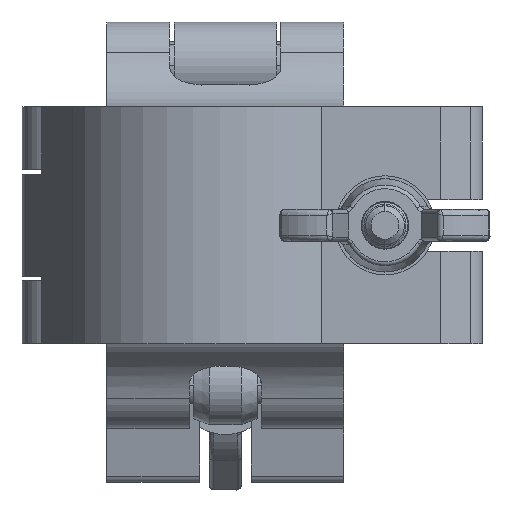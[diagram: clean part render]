
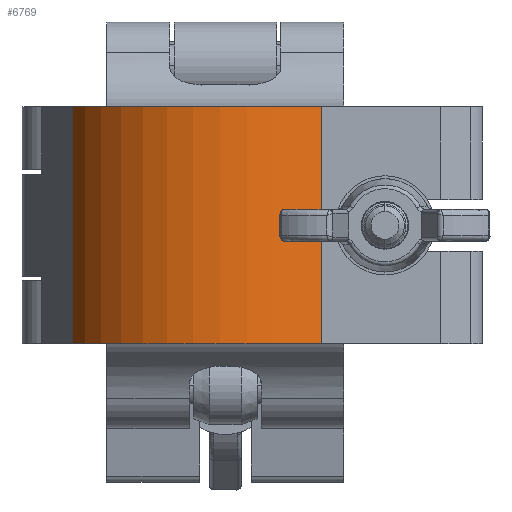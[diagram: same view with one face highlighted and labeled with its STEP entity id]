
A CAD part, front view. The second image highlights one B-rep face of the part: STEP entity #6769.
In plain terms, the highlighted cylindrical face has radius 21 mm (diameter 42 mm), a partial arc.
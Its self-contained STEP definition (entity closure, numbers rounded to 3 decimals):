
#32 = VERTEX_POINT ( 'NONE', #1775 ) ;
#106 = EDGE_CURVE ( 'NONE', #3715, #5566, #12512, .T. ) ;
#1026 = DIRECTION ( 'NONE',  ( 0., 0., -1. ) ) ;
#1775 = CARTESIAN_POINT ( 'NONE',  ( -14.95, 15.861, -0.825 ) ) ;
#2405 = DIRECTION ( 'NONE',  ( -1., 0., 0. ) ) ;
#3715 = VERTEX_POINT ( 'NONE', #10925 ) ;
#3850 = CYLINDRICAL_SURFACE ( 'NONE', #10839, 21. ) ;
#4456 = CARTESIAN_POINT ( 'NONE',  ( -14.95, 7.575, -20.121 ) ) ;
#4966 = DIRECTION ( 'NONE',  ( -1., 0., 0. ) ) ;
#5006 = DIRECTION ( 'NONE',  ( 0., 0., -1. ) ) ;
#5547 = EDGE_CURVE ( 'NONE', #3715, #9306, #11481, .T. ) ;
#5566 = VERTEX_POINT ( 'NONE', #9358 ) ;
#5664 = CARTESIAN_POINT ( 'NONE',  ( 14.95, 24.703, -32.271 ) ) ;
#6277 = CARTESIAN_POINT ( 'NONE',  ( 14.95, 15.861, -0.825 ) ) ;
#6769 = ADVANCED_FACE ( 'NONE', ( #17167 ), #3850, .T. ) ;
#8031 = CARTESIAN_POINT ( 'NONE',  ( 14.95, 7.575, -20.121 ) ) ;
#8505 = VECTOR ( 'NONE', #2405, 1000. ) ;
#9207 = EDGE_CURVE ( 'NONE', #5566, #32, #11824, .T. ) ;
#9306 = VERTEX_POINT ( 'NONE', #6277 ) ;
#9358 = CARTESIAN_POINT ( 'NONE',  ( -14.95, 24.703, -32.271 ) ) ;
#9570 = VECTOR ( 'NONE', #4966, 1000. ) ;
#9754 = AXIS2_PLACEMENT_3D ( 'NONE', #4456, #15700, #1026 ) ;
#10839 = AXIS2_PLACEMENT_3D ( 'NONE', #13363, #19565, #18177 ) ;
#10925 = CARTESIAN_POINT ( 'NONE',  ( 14.95, 24.703, -32.271 ) ) ;
#11481 = CIRCLE ( 'NONE', #18996, 21. ) ;
#11824 = CIRCLE ( 'NONE', #9754, 21. ) ;
#12378 = ORIENTED_EDGE ( 'NONE', *, *, #20546, .F. ) ;
#12416 = EDGE_LOOP ( 'NONE', ( #15256, #12378, #15041, #17994 ) ) ;
#12512 = LINE ( 'NONE', #5664, #8505 ) ;
#13045 = CARTESIAN_POINT ( 'NONE',  ( 14.95, 15.861, -0.825 ) ) ;
#13363 = CARTESIAN_POINT ( 'NONE',  ( 14.95, 7.575, -20.121 ) ) ;
#14639 = DIRECTION ( 'NONE',  ( 1., 0., 0. ) ) ;
#15041 = ORIENTED_EDGE ( 'NONE', *, *, #5547, .F. ) ;
#15256 = ORIENTED_EDGE ( 'NONE', *, *, #9207, .T. ) ;
#15605 = LINE ( 'NONE', #13045, #9570 ) ;
#15700 = DIRECTION ( 'NONE',  ( 1., 0., 0. ) ) ;
#17167 = FACE_OUTER_BOUND ( 'NONE', #12416, .T. ) ;
#17994 = ORIENTED_EDGE ( 'NONE', *, *, #106, .T. ) ;
#18177 = DIRECTION ( 'NONE',  ( 0., 0., 1. ) ) ;
#18996 = AXIS2_PLACEMENT_3D ( 'NONE', #8031, #14639, #5006 ) ;
#19565 = DIRECTION ( 'NONE',  ( -1., 0., 0. ) ) ;
#20546 = EDGE_CURVE ( 'NONE', #9306, #32, #15605, .T. ) ;
